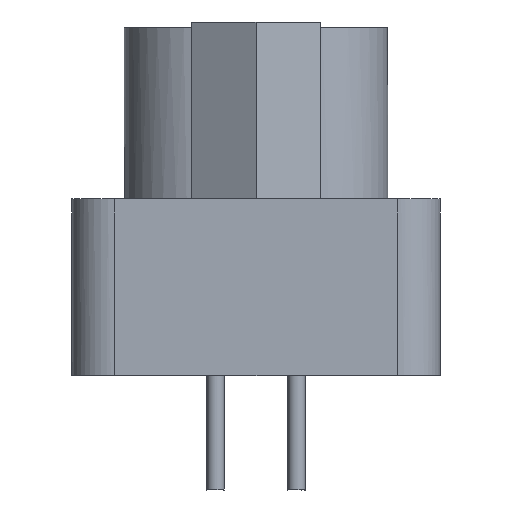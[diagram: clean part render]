
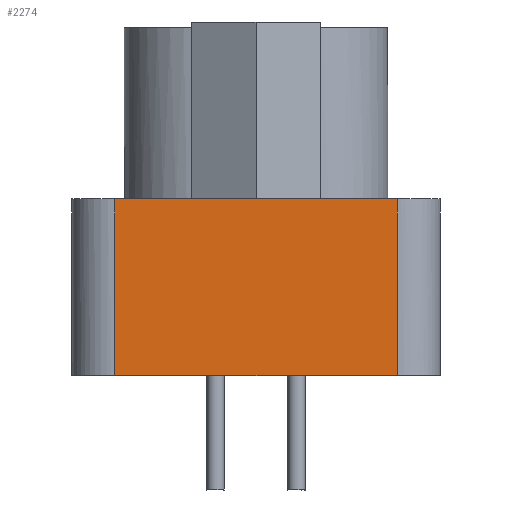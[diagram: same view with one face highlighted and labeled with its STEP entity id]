
A CAD part, left-side view. The second image highlights one B-rep face of the part: STEP entity #2274.
In plain terms, the highlighted free-form (B-spline) face has degree [1, 1] with [2, 2] control points.
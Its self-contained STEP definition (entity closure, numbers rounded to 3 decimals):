
#2000=CARTESIAN_POINT('V60',(-15.45,-9.065,
   0.5));
#2001=VERTEX_POINT('V60',#2000);
#2002=CARTESIAN_POINT('V59',(-15.45,0.835,
   0.5));
#2003=VERTEX_POINT('V59',#2002);
#2004=CARTESIAN_POINT('E85',(-15.45,-9.065,
   0.5));
#2005=CARTESIAN_POINT('E85',(-15.45,0.835,
   0.5));
#2006=B_SPLINE_CURVE_WITH_KNOTS('E85',1,(#2004,#2005),
   .POLYLINE_FORM.,.F.,.U.,(2,2),(0.0,1.597),
   .UNSPECIFIED.);
#2007=EDGE_CURVE('E85',#2001,#2003,#2006,.T.);
#2229=CARTESIAN_POINT('V21',(-15.45,0.835,
   -5.7));
#2230=VERTEX_POINT('V21',#2229);
#2244=CARTESIAN_POINT('E83',(-15.45,0.835,
   -5.7));
#2245=CARTESIAN_POINT('E83',(-15.45,0.835,
   0.5));
#2246=QUASI_UNIFORM_CURVE('E83',1,(#2244,#2245),.POLYLINE_FORM.,.F.,
   .U.);
#2247=EDGE_CURVE('E83',#2230,#2003,#2246,.T.);
#2253=CARTESIAN_POINT('F35',(-15.45,0.935,
   -5.8));
#2254=CARTESIAN_POINT('F35',(-15.45,-9.165,
   -5.8));
#2255=CARTESIAN_POINT('F35',(-15.45,0.935,
   0.6));
#2256=CARTESIAN_POINT('F35',(-15.45,-9.165,
   0.6));
#2257=B_SPLINE_SURFACE_WITH_KNOTS('F35',1,1,((#2253,#2255),(#2254,
   #2256)),.PLANE_SURF.,.F.,.F.,.U.,(2,2),(2,2),(0.0,
   1.578),(0.0,1.0),.UNSPECIFIED.);
#2258=ORIENTED_EDGE('E83',*,*,#2247,.F.);
#2259=CARTESIAN_POINT('V20',(-15.45,-9.065,
   -5.7));
#2260=VERTEX_POINT('V20',#2259);
#2261=CARTESIAN_POINT('E28',(-15.45,0.835,
   -5.7));
#2262=CARTESIAN_POINT('E28',(-15.45,-9.065,
   -5.7));
#2263=B_SPLINE_CURVE_WITH_KNOTS('E28',1,(#2261,#2262),
   .POLYLINE_FORM.,.F.,.U.,(2,2),(0.0,1.597),
   .UNSPECIFIED.);
#2264=EDGE_CURVE('E28',#2230,#2260,#2263,.T.);
#2265=ORIENTED_EDGE('E28',*,*,#2264,.T.);
#2266=CARTESIAN_POINT('E84',(-15.45,-9.065,
   0.5));
#2267=CARTESIAN_POINT('E84',(-15.45,-9.065,
   -5.7));
#2268=QUASI_UNIFORM_CURVE('E84',1,(#2266,#2267),.POLYLINE_FORM.,.F.,
   .U.);
#2269=EDGE_CURVE('E84',#2001,#2260,#2268,.T.);
#2270=ORIENTED_EDGE('E84',*,*,#2269,.F.);
#2271=ORIENTED_EDGE('E85',*,*,#2007,.T.);
#2272=EDGE_LOOP('F35',(#2258,#2265,#2270,#2271));
#2273=FACE_OUTER_BOUND('F35',#2272,.T.);
#2274=ADVANCED_FACE('F35',(#2273),#2257,.T.);
